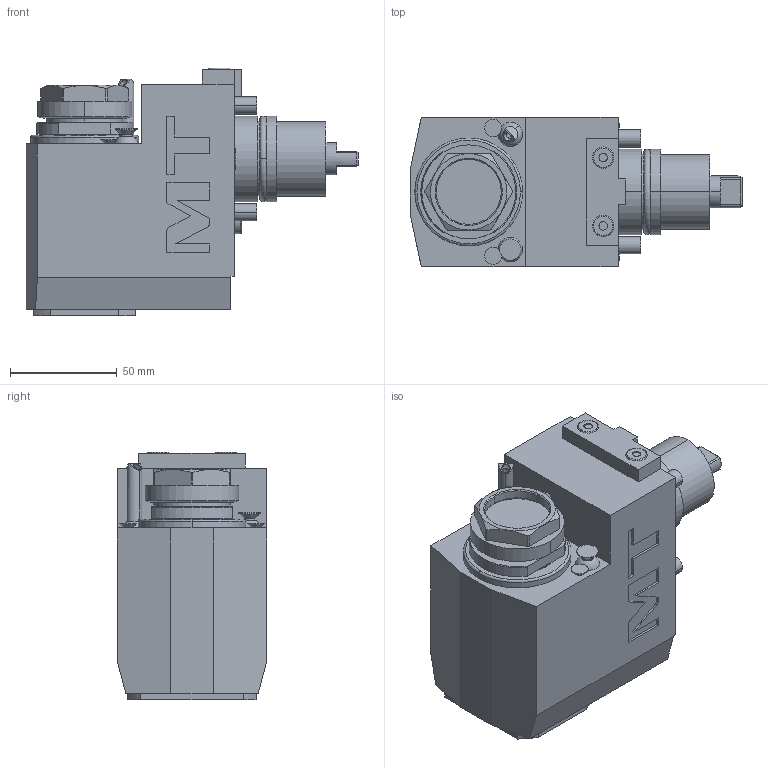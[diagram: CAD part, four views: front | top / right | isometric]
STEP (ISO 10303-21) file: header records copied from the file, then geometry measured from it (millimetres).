
FILE_DESCRIPTION((''),'2;1');
FILE_NAME('BGL1240132_CONF','2023-10-11T12:45:59',('gvalli'),('M.T. srl'),'CREO PARAMETRIC BY PTC INC, 2021072','CREO PARAMETRIC BY PTC INC, 2021072','');
FILE_SCHEMA(('CONFIG_CONTROL_DESIGN'));
Length unit declared in the file: millimetre
Products named in the file (1): BGL1240132_CONF
Bounding box: 155.5 x 70 x 116 mm (x, y, z)
Volume: 696178.6 mm3; surface area: 66007 mm2
Topology: 2 solids, 2 shells, 262 faces, 626 edges, 404 vertices
Faces by surface type: plane 131, cylinder 76, cone 26, torus 22, extrusion 4, sphere 3
Entity records: 8028 total; most frequent: CARTESIAN_POINT 1735, DIRECTION 1350, ORIENTED_EDGE 1252, EDGE_CURVE 626, AXIS2_PLACEMENT_3D 499, VERTEX_POINT 404, VECTOR 352, LINE 348
